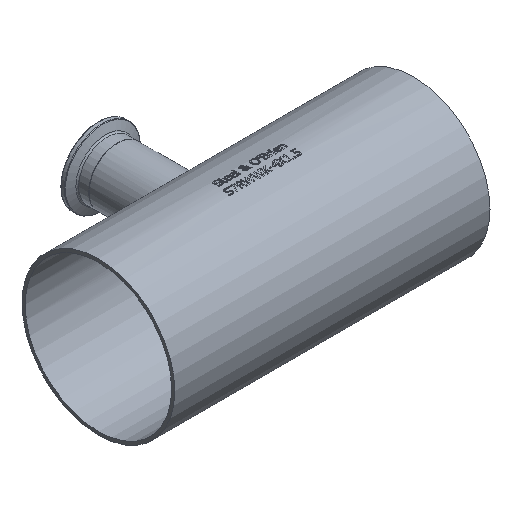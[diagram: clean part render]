
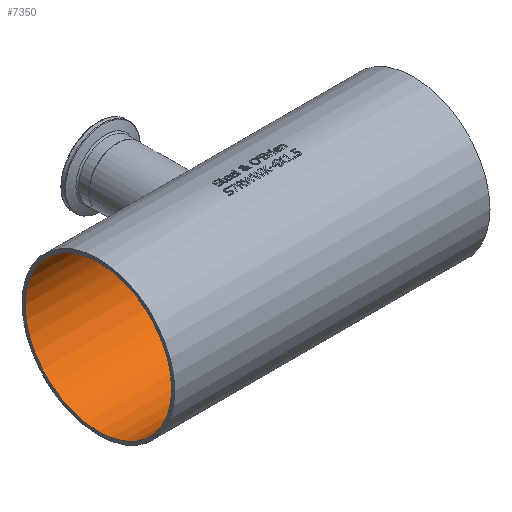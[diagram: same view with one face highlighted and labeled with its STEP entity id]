
A CAD part, isometric view. The second image highlights one B-rep face of the part: STEP entity #7350.
In plain terms, the highlighted cylindrical face has radius 48.692 mm (diameter 97.384 mm), a full revolution.
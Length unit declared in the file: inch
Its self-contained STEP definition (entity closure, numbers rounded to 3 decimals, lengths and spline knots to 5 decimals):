
#171=FACE_BOUND('',#1396,.T.);
#172=FACE_BOUND('',#1397,.T.);
#173=FACE_BOUND('',#1398,.T.);
#1396=EDGE_LOOP('',(#6830));
#1397=EDGE_LOOP('',(#6831));
#1398=EDGE_LOOP('',(#6832));
#2594=CIRCLE('',#7839,1.917);
#2595=CIRCLE('',#7840,1.917);
#2910=B_SPLINE_CURVE_WITH_KNOTS('',3,(#15563,#15564,#15565,#15566,#15567,
#15568,#15569,#15570,#15571,#15572,#15573,#15574,#15575,#15576,#15577,#15578,
#15579,#15580,#15581,#15582,#15583,#15584,#15585,#15586,#15587,#15588,#15589,
#15590,#15591,#15592,#15593,#15594,#15595,#15596,#15597,#15598,#15599,#15600,
#15601,#15602,#15603,#15604,#15605,#15606,#15607,#15608,#15609,#15610,#15611,
#15612,#15613,#15614,#15615,#15616,#15617,#15618,#15619,#15620,#15621,#15622,
#15623,#15624,#15625,#15626,#15627,#15628),.UNSPECIFIED.,.T.,.F.,(4,2,2,
2,2,2,2,2,2,2,2,2,2,2,2,2,2,2,2,2,2,2,2,2,2,2,2,2,2,2,2,2,4),(0.,0.33099,
0.66198,0.99298,1.32397,1.65476,1.98554,
2.31633,2.64711,2.9779,3.30869,3.63947,
3.97026,4.30125,4.63224,4.96324,5.29423,
5.62522,5.95621,6.2872,6.6182,6.94898,
7.27977,7.61056,7.94134,8.27213,8.60291,
8.9337,9.26449,9.59548,9.92647,10.25746,
10.58846),.UNSPECIFIED.);
#3629=VERTEX_POINT('',#15562);
#3630=VERTEX_POINT('',#15630);
#3631=VERTEX_POINT('',#15632);
#4698=EDGE_CURVE('',#3629,#3629,#2910,.T.);
#4699=EDGE_CURVE('',#3630,#3630,#2594,.T.);
#4700=EDGE_CURVE('',#3631,#3631,#2595,.T.);
#6830=ORIENTED_EDGE('',*,*,#4698,.T.);
#6831=ORIENTED_EDGE('',*,*,#4699,.F.);
#6832=ORIENTED_EDGE('',*,*,#4700,.F.);
#6881=CYLINDRICAL_SURFACE('',#7838,1.917);
#7350=ADVANCED_FACE('',(#171,#172,#173),#6881,.F.);
#7838=AXIS2_PLACEMENT_3D('',#15629,#9327,#9328);
#7839=AXIS2_PLACEMENT_3D('',#15631,#9329,#9330);
#7840=AXIS2_PLACEMENT_3D('',#15633,#9331,#9332);
#9327=DIRECTION('center_axis',(-1.,0.,0.));
#9328=DIRECTION('ref_axis',(0.,0.,1.));
#9329=DIRECTION('center_axis',(1.,0.,0.));
#9330=DIRECTION('ref_axis',(0.,0.,1.));
#9331=DIRECTION('center_axis',(-1.,0.,0.));
#9332=DIRECTION('ref_axis',(0.,0.,1.));
#15562=CARTESIAN_POINT('',(0.,1.79044,0.685));
#15563=CARTESIAN_POINT('Ctrl Pts',(0.,1.79044,0.685));
#15564=CARTESIAN_POINT('Ctrl Pts',(0.04344,1.79044,
0.685));
#15565=CARTESIAN_POINT('Ctrl Pts',(0.08822,1.79206,
0.6808));
#15566=CARTESIAN_POINT('Ctrl Pts',(0.17704,1.79862,0.66327));
#15567=CARTESIAN_POINT('Ctrl Pts',(0.22108,1.80355,0.64995));
#15568=CARTESIAN_POINT('Ctrl Pts',(0.30533,1.81581,0.61488));
#15569=CARTESIAN_POINT('Ctrl Pts',(0.34562,1.82313,0.59312));
#15570=CARTESIAN_POINT('Ctrl Pts',(0.42003,1.83869,0.54296));
#15571=CARTESIAN_POINT('Ctrl Pts',(0.45416,1.84691,0.51457));
#15572=CARTESIAN_POINT('Ctrl Pts',(0.51455,1.86268,0.45418));
#15573=CARTESIAN_POINT('Ctrl Pts',(0.54294,1.8708,0.42006));
#15574=CARTESIAN_POINT('Ctrl Pts',(0.5931,1.88597,0.34564));
#15575=CARTESIAN_POINT('Ctrl Pts',(0.61488,1.893,0.30534));
#15576=CARTESIAN_POINT('Ctrl Pts',(0.64996,1.90469,0.22106));
#15577=CARTESIAN_POINT('Ctrl Pts',(0.66328,1.90933,0.17701));
#15578=CARTESIAN_POINT('Ctrl Pts',(0.68081,1.91549,0.08818));
#15579=CARTESIAN_POINT('Ctrl Pts',(0.685,1.917,0.04341));
#15580=CARTESIAN_POINT('Ctrl Pts',(0.685,1.917,-0.04341));
#15581=CARTESIAN_POINT('Ctrl Pts',(0.68081,1.91549,-0.08818));
#15582=CARTESIAN_POINT('Ctrl Pts',(0.66328,1.90933,-0.17701));
#15583=CARTESIAN_POINT('Ctrl Pts',(0.64996,1.90469,-0.22106));
#15584=CARTESIAN_POINT('Ctrl Pts',(0.61488,1.893,-0.30534));
#15585=CARTESIAN_POINT('Ctrl Pts',(0.5931,1.88597,-0.34564));
#15586=CARTESIAN_POINT('Ctrl Pts',(0.54294,1.8708,-0.42006));
#15587=CARTESIAN_POINT('Ctrl Pts',(0.51455,1.86268,-0.45418));
#15588=CARTESIAN_POINT('Ctrl Pts',(0.45416,1.84691,-0.51457));
#15589=CARTESIAN_POINT('Ctrl Pts',(0.42003,1.83869,-0.54296));
#15590=CARTESIAN_POINT('Ctrl Pts',(0.34562,1.82313,-0.59312));
#15591=CARTESIAN_POINT('Ctrl Pts',(0.30533,1.81581,-0.61488));
#15592=CARTESIAN_POINT('Ctrl Pts',(0.22108,1.80355,-0.64995));
#15593=CARTESIAN_POINT('Ctrl Pts',(0.17704,1.79862,-0.66327));
#15594=CARTESIAN_POINT('Ctrl Pts',(0.08822,1.79206,
-0.6808));
#15595=CARTESIAN_POINT('Ctrl Pts',(0.04344,1.79044,
-0.685));
#15596=CARTESIAN_POINT('Ctrl Pts',(-0.04344,1.79044,
-0.685));
#15597=CARTESIAN_POINT('Ctrl Pts',(-0.08822,1.79206,
-0.6808));
#15598=CARTESIAN_POINT('Ctrl Pts',(-0.17704,1.79862,
-0.66327));
#15599=CARTESIAN_POINT('Ctrl Pts',(-0.22108,1.80355,-0.64995));
#15600=CARTESIAN_POINT('Ctrl Pts',(-0.30533,1.81581,
-0.61488));
#15601=CARTESIAN_POINT('Ctrl Pts',(-0.34562,1.82313,
-0.59312));
#15602=CARTESIAN_POINT('Ctrl Pts',(-0.42003,1.83869,
-0.54296));
#15603=CARTESIAN_POINT('Ctrl Pts',(-0.45416,1.84691,
-0.51457));
#15604=CARTESIAN_POINT('Ctrl Pts',(-0.51455,1.86268,
-0.45418));
#15605=CARTESIAN_POINT('Ctrl Pts',(-0.54294,1.8708,-0.42006));
#15606=CARTESIAN_POINT('Ctrl Pts',(-0.5931,1.88597,
-0.34564));
#15607=CARTESIAN_POINT('Ctrl Pts',(-0.61488,1.893,
-0.30534));
#15608=CARTESIAN_POINT('Ctrl Pts',(-0.64996,1.90469,-0.22106));
#15609=CARTESIAN_POINT('Ctrl Pts',(-0.66328,1.90933,
-0.17701));
#15610=CARTESIAN_POINT('Ctrl Pts',(-0.68081,1.91549,
-0.08818));
#15611=CARTESIAN_POINT('Ctrl Pts',(-0.685,1.917,-0.04341));
#15612=CARTESIAN_POINT('Ctrl Pts',(-0.685,1.917,0.04341));
#15613=CARTESIAN_POINT('Ctrl Pts',(-0.68081,1.91549,
0.08818));
#15614=CARTESIAN_POINT('Ctrl Pts',(-0.66328,1.90933,
0.17701));
#15615=CARTESIAN_POINT('Ctrl Pts',(-0.64996,1.90469,0.22106));
#15616=CARTESIAN_POINT('Ctrl Pts',(-0.61488,1.893,
0.30534));
#15617=CARTESIAN_POINT('Ctrl Pts',(-0.5931,1.88597,
0.34564));
#15618=CARTESIAN_POINT('Ctrl Pts',(-0.54294,1.8708,0.42006));
#15619=CARTESIAN_POINT('Ctrl Pts',(-0.51455,1.86268,0.45418));
#15620=CARTESIAN_POINT('Ctrl Pts',(-0.45416,1.84691,
0.51457));
#15621=CARTESIAN_POINT('Ctrl Pts',(-0.42003,1.83869,
0.54296));
#15622=CARTESIAN_POINT('Ctrl Pts',(-0.34562,1.82313,
0.59312));
#15623=CARTESIAN_POINT('Ctrl Pts',(-0.30533,1.81581,
0.61488));
#15624=CARTESIAN_POINT('Ctrl Pts',(-0.22108,1.80355,0.64995));
#15625=CARTESIAN_POINT('Ctrl Pts',(-0.17704,1.79862,
0.66327));
#15626=CARTESIAN_POINT('Ctrl Pts',(-0.08822,1.79206,
0.6808));
#15627=CARTESIAN_POINT('Ctrl Pts',(-0.04344,1.79044,
0.685));
#15628=CARTESIAN_POINT('Ctrl Pts',(0.,1.79044,
0.685));
#15629=CARTESIAN_POINT('Origin',(4.125,0.,0.));
#15630=CARTESIAN_POINT('',(-4.125,0.,-1.917));
#15631=CARTESIAN_POINT('Origin',(-4.125,0.,0.));
#15632=CARTESIAN_POINT('',(4.125,0.,-1.917));
#15633=CARTESIAN_POINT('Origin',(4.125,0.,0.));
